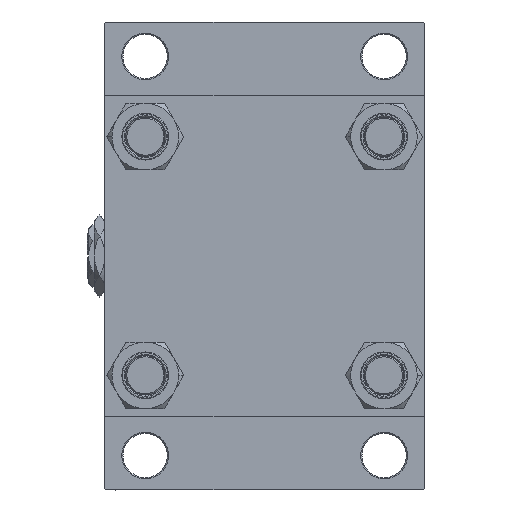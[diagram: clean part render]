
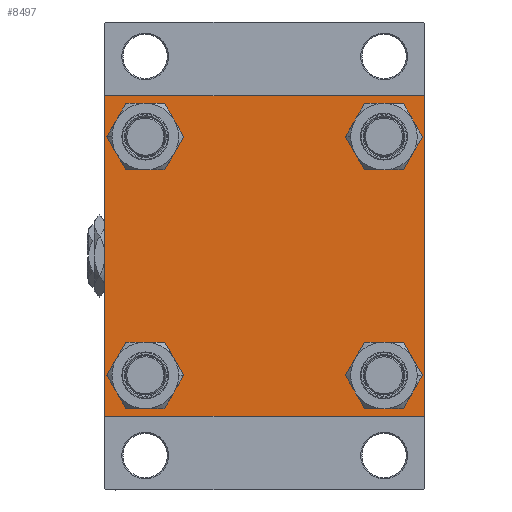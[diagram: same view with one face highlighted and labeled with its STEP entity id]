
A CAD part, left-side view. The second image highlights one B-rep face of the part: STEP entity #8497.
In plain terms, the highlighted planar face has unit normal (-1, 0, 0).
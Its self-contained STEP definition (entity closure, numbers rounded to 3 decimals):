
#142 = AXIS2_PLACEMENT_3D ( 'NONE', #22370, #30378, #18636 ) ;
#636 = VERTEX_POINT ( 'NONE', #5051 ) ;
#2244 = VERTEX_POINT ( 'NONE', #41691 ) ;
#2464 = AXIS2_PLACEMENT_3D ( 'NONE', #43909, #36907, #36653 ) ;
#2816 = DIRECTION ( 'NONE',  ( 0., 0.707, -0.707 ) ) ;
#3120 = FACE_BOUND ( 'NONE', #46091, .T. ) ;
#3996 = EDGE_CURVE ( 'NONE', #36664, #32480, #17562, .T. ) ;
#4441 = CARTESIAN_POINT ( 'NONE',  ( 0., 65., 65. ) ) ;
#4539 = CARTESIAN_POINT ( 'NONE',  ( 0., 48.45, 56.95 ) ) ;
#4666 = CARTESIAN_POINT ( 'NONE',  ( 0., 48.45, 48.45 ) ) ;
#4899 = AXIS2_PLACEMENT_3D ( 'NONE', #24061, #9307, #13045 ) ;
#5051 = CARTESIAN_POINT ( 'NONE',  ( 0., -65., -64.5 ) ) ;
#5646 = ORIENTED_EDGE ( 'NONE', *, *, #30811, .T. ) ;
#6643 = CIRCLE ( 'NONE', #43392, 8.5 ) ;
#6764 = AXIS2_PLACEMENT_3D ( 'NONE', #45890, #11378, #26632 ) ;
#7131 = DIRECTION ( 'NONE',  ( 0., -0.707, -0.707 ) ) ;
#7157 = VERTEX_POINT ( 'NONE', #20512 ) ;
#8132 = VERTEX_POINT ( 'NONE', #37677 ) ;
#8285 = DIRECTION ( 'NONE',  ( 0., 0.707, 0.707 ) ) ;
#8497 = ADVANCED_FACE ( 'NONE', ( #14882, #3120, #45627, #30141, #40885 ), #48904, .T. ) ;
#8941 = AXIS2_PLACEMENT_3D ( 'NONE', #42580, #30830, #12055 ) ;
#9307 = DIRECTION ( 'NONE',  ( 1., 0., 0. ) ) ;
#9753 = VERTEX_POINT ( 'NONE', #40533 ) ;
#10329 = LINE ( 'NONE', #21567, #26659 ) ;
#10561 = VERTEX_POINT ( 'NONE', #4539 ) ;
#10893 = LINE ( 'NONE', #41398, #37892 ) ;
#10974 = EDGE_CURVE ( 'NONE', #32480, #36664, #26482, .T. ) ;
#11328 = EDGE_CURVE ( 'NONE', #20369, #7157, #47258, .T. ) ;
#11375 = VECTOR ( 'NONE', #32061, 1000. ) ;
#11378 = DIRECTION ( 'NONE',  ( 1., 0., 0. ) ) ;
#11712 = EDGE_CURVE ( 'NONE', #2244, #23595, #17864, .T. ) ;
#12055 = DIRECTION ( 'NONE',  ( 0., 0., 1. ) ) ;
#12426 = ORIENTED_EDGE ( 'NONE', *, *, #36026, .T. ) ;
#12437 = CARTESIAN_POINT ( 'NONE',  ( 0., -65., 64.5 ) ) ;
#12584 = DIRECTION ( 'NONE',  ( 1., 0., 0. ) ) ;
#12913 = AXIS2_PLACEMENT_3D ( 'NONE', #47752, #40241, #48251 ) ;
#13042 = ORIENTED_EDGE ( 'NONE', *, *, #33360, .T. ) ;
#13045 = DIRECTION ( 'NONE',  ( 0., 0., 1. ) ) ;
#13441 = CARTESIAN_POINT ( 'NONE',  ( 0., -65., 65. ) ) ;
#13707 = CARTESIAN_POINT ( 'NONE',  ( 0., 64.5, -65. ) ) ;
#14273 = ORIENTED_EDGE ( 'NONE', *, *, #39188, .T. ) ;
#14452 = AXIS2_PLACEMENT_3D ( 'NONE', #4666, #15706, #46456 ) ;
#14710 = ORIENTED_EDGE ( 'NONE', *, *, #10974, .T. ) ;
#14874 = VECTOR ( 'NONE', #46970, 1000. ) ;
#14882 = FACE_BOUND ( 'NONE', #46285, .T. ) ;
#15706 = DIRECTION ( 'NONE',  ( 1., 0., 0. ) ) ;
#16023 = VERTEX_POINT ( 'NONE', #16842 ) ;
#16181 = EDGE_CURVE ( 'NONE', #9753, #2244, #10329, .T. ) ;
#16842 = CARTESIAN_POINT ( 'NONE',  ( 0., -48.45, 56.95 ) ) ;
#17526 = EDGE_CURVE ( 'NONE', #28049, #636, #29449, .T. ) ;
#17562 = CIRCLE ( 'NONE', #45523, 8.5 ) ;
#17690 = DIRECTION ( 'NONE',  ( 0., 0., -1. ) ) ;
#17864 = LINE ( 'NONE', #37359, #30490 ) ;
#18636 = DIRECTION ( 'NONE',  ( 0., 0., 1. ) ) ;
#19048 = LINE ( 'NONE', #34545, #41187 ) ;
#20369 = VERTEX_POINT ( 'NONE', #22537 ) ;
#20512 = CARTESIAN_POINT ( 'NONE',  ( 0., -48.45, -39.95 ) ) ;
#20788 = CARTESIAN_POINT ( 'NONE',  ( 0., -64.75, -64.75 ) ) ;
#21200 = CARTESIAN_POINT ( 'NONE',  ( 0., -48.45, 39.95 ) ) ;
#21567 = CARTESIAN_POINT ( 'NONE',  ( 0., 64.75, 64.75 ) ) ;
#22370 = CARTESIAN_POINT ( 'NONE',  ( 0., 0., 0. ) ) ;
#22439 = VERTEX_POINT ( 'NONE', #48322 ) ;
#22537 = CARTESIAN_POINT ( 'NONE',  ( 0., -48.45, -56.95 ) ) ;
#23229 = CIRCLE ( 'NONE', #14452, 8.5 ) ;
#23595 = VERTEX_POINT ( 'NONE', #26306 ) ;
#23722 = EDGE_CURVE ( 'NONE', #28049, #22439, #19048, .T. ) ;
#24043 = CIRCLE ( 'NONE', #2464, 8.5 ) ;
#24061 = CARTESIAN_POINT ( 'NONE',  ( 0., 48.45, -48.45 ) ) ;
#24177 = ORIENTED_EDGE ( 'NONE', *, *, #17526, .F. ) ;
#25084 = VERTEX_POINT ( 'NONE', #13707 ) ;
#25747 = EDGE_LOOP ( 'NONE', ( #45672, #26159, #45557, #41101, #24177, #43671, #44174, #39780 ) ) ;
#26135 = DIRECTION ( 'NONE',  ( 1., 0., 0. ) ) ;
#26159 = ORIENTED_EDGE ( 'NONE', *, *, #39140, .T. ) ;
#26306 = CARTESIAN_POINT ( 'NONE',  ( 0., 65., -64.5 ) ) ;
#26482 = CIRCLE ( 'NONE', #4899, 8.5 ) ;
#26632 = DIRECTION ( 'NONE',  ( 0., 0., 1. ) ) ;
#26659 = VECTOR ( 'NONE', #2816, 1000. ) ;
#27219 = EDGE_CURVE ( 'NONE', #8132, #10561, #23229, .T. ) ;
#28049 = VERTEX_POINT ( 'NONE', #12437 ) ;
#28261 = VERTEX_POINT ( 'NONE', #37658 ) ;
#28311 = LINE ( 'NONE', #20788, #11375 ) ;
#28321 = VECTOR ( 'NONE', #41266, 1000. ) ;
#29449 = LINE ( 'NONE', #13441, #30702 ) ;
#30141 = FACE_BOUND ( 'NONE', #37248, .T. ) ;
#30378 = DIRECTION ( 'NONE',  ( -1., 0., 0. ) ) ;
#30490 = VECTOR ( 'NONE', #48130, 1000. ) ;
#30503 = CARTESIAN_POINT ( 'NONE',  ( 0., 65., -65. ) ) ;
#30702 = VECTOR ( 'NONE', #17690, 1000. ) ;
#30811 = EDGE_CURVE ( 'NONE', #48113, #16023, #24043, .T. ) ;
#30830 = DIRECTION ( 'NONE',  ( 1., 0., 0. ) ) ;
#32061 = DIRECTION ( 'NONE',  ( 0., -0.707, 0.707 ) ) ;
#32480 = VERTEX_POINT ( 'NONE', #45659 ) ;
#32854 = ORIENTED_EDGE ( 'NONE', *, *, #3996, .T. ) ;
#33360 = EDGE_CURVE ( 'NONE', #16023, #48113, #45679, .T. ) ;
#34200 = EDGE_CURVE ( 'NONE', #28261, #636, #28311, .T. ) ;
#34545 = CARTESIAN_POINT ( 'NONE',  ( 0., -64.75, 64.75 ) ) ;
#35093 = CARTESIAN_POINT ( 'NONE',  ( 0., 48.45, -48.45 ) ) ;
#36026 = EDGE_CURVE ( 'NONE', #10561, #8132, #6643, .T. ) ;
#36653 = DIRECTION ( 'NONE',  ( 0., 0., 1. ) ) ;
#36664 = VERTEX_POINT ( 'NONE', #36750 ) ;
#36750 = CARTESIAN_POINT ( 'NONE',  ( 0., 48.45, -56.95 ) ) ;
#36907 = DIRECTION ( 'NONE',  ( 1., 0., 0. ) ) ;
#37248 = EDGE_LOOP ( 'NONE', ( #12426, #40320 ) ) ;
#37359 = CARTESIAN_POINT ( 'NONE',  ( 0., 65., 65. ) ) ;
#37374 = DIRECTION ( 'NONE',  ( 0., 0., 1. ) ) ;
#37429 = ORIENTED_EDGE ( 'NONE', *, *, #11328, .T. ) ;
#37658 = CARTESIAN_POINT ( 'NONE',  ( 0., -64.5, -65. ) ) ;
#37677 = CARTESIAN_POINT ( 'NONE',  ( 0., 48.45, 39.95 ) ) ;
#37892 = VECTOR ( 'NONE', #7131, 1000. ) ;
#39140 = EDGE_CURVE ( 'NONE', #23595, #25084, #10893, .T. ) ;
#39188 = EDGE_CURVE ( 'NONE', #7157, #20369, #45898, .T. ) ;
#39780 = ORIENTED_EDGE ( 'NONE', *, *, #16181, .T. ) ;
#40241 = DIRECTION ( 'NONE',  ( 1., 0., 0. ) ) ;
#40320 = ORIENTED_EDGE ( 'NONE', *, *, #27219, .T. ) ;
#40387 = LINE ( 'NONE', #4441, #14874 ) ;
#40533 = CARTESIAN_POINT ( 'NONE',  ( 0., 64.5, 65. ) ) ;
#40885 = FACE_OUTER_BOUND ( 'NONE', #25747, .T. ) ;
#41101 = ORIENTED_EDGE ( 'NONE', *, *, #34200, .T. ) ;
#41187 = VECTOR ( 'NONE', #8285, 1000. ) ;
#41266 = DIRECTION ( 'NONE',  ( 0., -1., 0. ) ) ;
#41398 = CARTESIAN_POINT ( 'NONE',  ( 0., 64.75, -64.75 ) ) ;
#41691 = CARTESIAN_POINT ( 'NONE',  ( 0., 65., 64.5 ) ) ;
#42580 = CARTESIAN_POINT ( 'NONE',  ( 0., -48.45, 48.45 ) ) ;
#43392 = AXIS2_PLACEMENT_3D ( 'NONE', #48398, #26135, #37374 ) ;
#43482 = EDGE_CURVE ( 'NONE', #25084, #28261, #48524, .T. ) ;
#43671 = ORIENTED_EDGE ( 'NONE', *, *, #23722, .T. ) ;
#43909 = CARTESIAN_POINT ( 'NONE',  ( 0., -48.45, 48.45 ) ) ;
#44174 = ORIENTED_EDGE ( 'NONE', *, *, #46429, .F. ) ;
#45523 = AXIS2_PLACEMENT_3D ( 'NONE', #35093, #12584, #47098 ) ;
#45557 = ORIENTED_EDGE ( 'NONE', *, *, #43482, .T. ) ;
#45627 = FACE_BOUND ( 'NONE', #46516, .T. ) ;
#45659 = CARTESIAN_POINT ( 'NONE',  ( 0., 48.45, -39.95 ) ) ;
#45672 = ORIENTED_EDGE ( 'NONE', *, *, #11712, .T. ) ;
#45679 = CIRCLE ( 'NONE', #8941, 8.5 ) ;
#45890 = CARTESIAN_POINT ( 'NONE',  ( 0., -48.45, -48.45 ) ) ;
#45898 = CIRCLE ( 'NONE', #6764, 8.5 ) ;
#46091 = EDGE_LOOP ( 'NONE', ( #14273, #37429 ) ) ;
#46285 = EDGE_LOOP ( 'NONE', ( #13042, #5646 ) ) ;
#46429 = EDGE_CURVE ( 'NONE', #9753, #22439, #40387, .T. ) ;
#46456 = DIRECTION ( 'NONE',  ( 0., 0., 1. ) ) ;
#46516 = EDGE_LOOP ( 'NONE', ( #14710, #32854 ) ) ;
#46970 = DIRECTION ( 'NONE',  ( 0., -1., 0. ) ) ;
#47098 = DIRECTION ( 'NONE',  ( 0., 0., 1. ) ) ;
#47258 = CIRCLE ( 'NONE', #12913, 8.5 ) ;
#47752 = CARTESIAN_POINT ( 'NONE',  ( 0., -48.45, -48.45 ) ) ;
#48113 = VERTEX_POINT ( 'NONE', #21200 ) ;
#48130 = DIRECTION ( 'NONE',  ( 0., 0., -1. ) ) ;
#48251 = DIRECTION ( 'NONE',  ( 0., 0., 1. ) ) ;
#48322 = CARTESIAN_POINT ( 'NONE',  ( 0., -64.5, 65. ) ) ;
#48398 = CARTESIAN_POINT ( 'NONE',  ( 0., 48.45, 48.45 ) ) ;
#48524 = LINE ( 'NONE', #30503, #28321 ) ;
#48904 = PLANE ( 'NONE',  #142 ) ;
